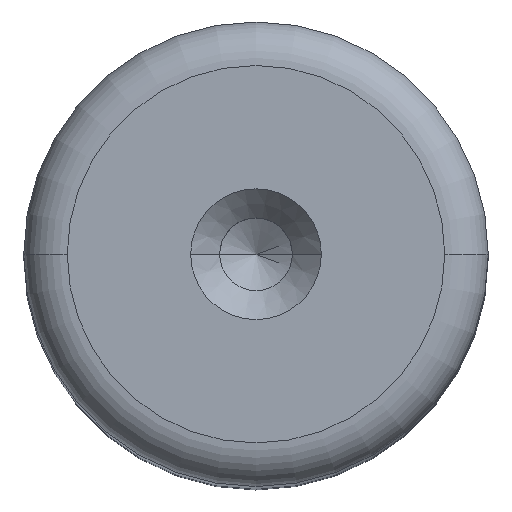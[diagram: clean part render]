
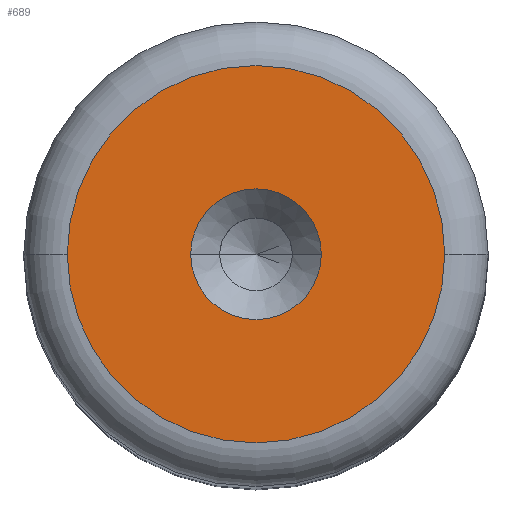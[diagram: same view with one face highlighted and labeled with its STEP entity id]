
A CAD part, top view. The second image highlights one B-rep face of the part: STEP entity #689.
In plain terms, the highlighted planar face has unit normal (0, 0, 1).
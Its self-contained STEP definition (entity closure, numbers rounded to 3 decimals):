
#7 = CIRCLE ( 'NONE', #790, 2.25 ) ;
#21 = CARTESIAN_POINT ( 'NONE',  ( 0., 0., 70. ) ) ;
#24 = CARTESIAN_POINT ( 'NONE',  ( -6.5, 0., 70. ) ) ;
#59 = DIRECTION ( 'NONE',  ( 1., 0., 0. ) ) ;
#72 = CARTESIAN_POINT ( 'NONE',  ( 6.5, 0., 70. ) ) ;
#141 = CIRCLE ( 'NONE', #1476, 6.5 ) ;
#148 = DIRECTION ( 'NONE',  ( 0., 0., 1. ) ) ;
#178 = ORIENTED_EDGE ( 'NONE', *, *, #834, .T. ) ;
#248 = ORIENTED_EDGE ( 'NONE', *, *, #953, .F. ) ;
#313 = CARTESIAN_POINT ( 'NONE',  ( 0., 0., 70. ) ) ;
#318 = EDGE_LOOP ( 'NONE', ( #178, #1274 ) ) ;
#421 = CARTESIAN_POINT ( 'NONE',  ( 0., 0., 70. ) ) ;
#430 = DIRECTION ( 'NONE',  ( 1., 0., 0. ) ) ;
#435 = FACE_BOUND ( 'NONE', #896, .T. ) ;
#484 = DIRECTION ( 'NONE',  ( 0., 0., 1. ) ) ;
#549 = DIRECTION ( 'NONE',  ( 1., 0., 0. ) ) ;
#689 = ADVANCED_FACE ( 'NONE', ( #435, #1108 ), #776, .T. ) ;
#729 = CIRCLE ( 'NONE', #1291, 2.25 ) ;
#776 = PLANE ( 'NONE',  #895 ) ;
#790 = AXIS2_PLACEMENT_3D ( 'NONE', #1236, #484, #1357 ) ;
#809 = DIRECTION ( 'NONE',  ( 0., 0., 1. ) ) ;
#834 = EDGE_CURVE ( 'NONE', #924, #1020, #1272, .T. ) ;
#895 = AXIS2_PLACEMENT_3D ( 'NONE', #21, #148, #1027 ) ;
#896 = EDGE_LOOP ( 'NONE', ( #1404, #248 ) ) ;
#924 = VERTEX_POINT ( 'NONE', #72 ) ;
#929 = CARTESIAN_POINT ( 'NONE',  ( -2.25, 0., 70. ) ) ;
#953 = EDGE_CURVE ( 'NONE', #1116, #1355, #7, .T. ) ;
#967 = CARTESIAN_POINT ( 'NONE',  ( 2.25, 0., 70. ) ) ;
#1020 = VERTEX_POINT ( 'NONE', #24 ) ;
#1027 = DIRECTION ( 'NONE',  ( 1., 0., 0. ) ) ;
#1108 = FACE_OUTER_BOUND ( 'NONE', #318, .T. ) ;
#1114 = EDGE_CURVE ( 'NONE', #1355, #1116, #729, .T. ) ;
#1116 = VERTEX_POINT ( 'NONE', #929 ) ;
#1185 = DIRECTION ( 'NONE',  ( 0., 0., 1. ) ) ;
#1236 = CARTESIAN_POINT ( 'NONE',  ( 0., 0., 70. ) ) ;
#1272 = CIRCLE ( 'NONE', #1459, 6.5 ) ;
#1274 = ORIENTED_EDGE ( 'NONE', *, *, #1583, .T. ) ;
#1291 = AXIS2_PLACEMENT_3D ( 'NONE', #1530, #809, #59 ) ;
#1298 = DIRECTION ( 'NONE',  ( 0., 0., 1. ) ) ;
#1355 = VERTEX_POINT ( 'NONE', #967 ) ;
#1357 = DIRECTION ( 'NONE',  ( 1., 0., 0. ) ) ;
#1404 = ORIENTED_EDGE ( 'NONE', *, *, #1114, .F. ) ;
#1459 = AXIS2_PLACEMENT_3D ( 'NONE', #421, #1298, #549 ) ;
#1476 = AXIS2_PLACEMENT_3D ( 'NONE', #313, #1185, #430 ) ;
#1530 = CARTESIAN_POINT ( 'NONE',  ( 0., 0., 70. ) ) ;
#1583 = EDGE_CURVE ( 'NONE', #1020, #924, #141, .T. ) ;
